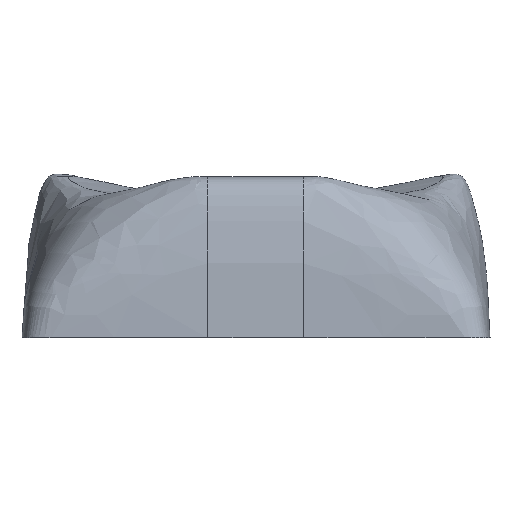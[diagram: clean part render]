
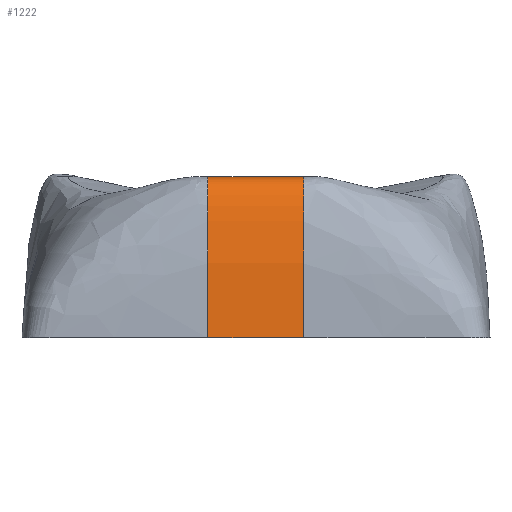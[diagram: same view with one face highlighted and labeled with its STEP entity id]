
A CAD part, front view. The second image highlights one B-rep face of the part: STEP entity #1222.
In plain terms, the highlighted free-form (B-spline) face has degree [3, 1] with [16, 2] control points.
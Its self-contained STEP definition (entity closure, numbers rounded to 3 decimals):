
#21=B_SPLINE_CURVE_WITH_KNOTS('',3,(#2537,#2538,#2539,#2540,#2541,#2542,
#2543,#2544,#2545,#2546,#2547,#2548,#2549,#2550,#2551,#2552),
 .UNSPECIFIED.,.F.,.F.,(4,2,2,2,2,2,2,4),(-1.228,-1.116,
-0.982,-0.877,-0.77,-0.599,
-0.311,0.),.UNSPECIFIED.);
#38=B_SPLINE_CURVE_WITH_KNOTS('',3,(#5692,#5693,#5694,#5695,#5696,#5697,
#5698,#5699,#5700,#5701,#5702,#5703,#5704,#5705,#5706,#5707),
 .UNSPECIFIED.,.F.,.F.,(4,2,2,2,2,2,2,4),(-1.228,-1.116,
-0.982,-0.877,-0.77,-0.599,
-0.311,0.),.UNSPECIFIED.);
#47=B_SPLINE_SURFACE_WITH_KNOTS('',3,1,((#5785,#5786),(#5787,#5788),(#5789,
#5790),(#5791,#5792),(#5793,#5794),(#5795,#5796),(#5797,#5798),(#5799,#5800),
(#5801,#5802),(#5803,#5804),(#5805,#5806),(#5807,#5808),(#5809,#5810),(#5811,
#5812),(#5813,#5814),(#5815,#5816)),.UNSPECIFIED.,.F.,.F.,.F.,(4,2,2,2,
2,2,2,4),(2,2),(-1.228,-1.116,-0.982,-0.877,
-0.77,-0.599,-0.311,0.),(0.,0.475),
 .UNSPECIFIED.);
#118=FACE_OUTER_BOUND('',#189,.T.);
#189=EDGE_LOOP('',(#1087,#1088,#1089,#1090));
#333=LINE('',#5784,#477);
#334=LINE('',#5817,#478);
#477=VECTOR('',#1562,10.);
#478=VECTOR('',#1563,10.);
#563=VERTEX_POINT('',#2535);
#564=VERTEX_POINT('',#2536);
#577=VERTEX_POINT('',#5263);
#584=VERTEX_POINT('',#5691);
#719=EDGE_CURVE('',#563,#564,#21,.T.);
#743=EDGE_CURVE('',#577,#584,#38,.T.);
#754=EDGE_CURVE('',#584,#564,#333,.T.);
#755=EDGE_CURVE('',#577,#563,#334,.T.);
#1087=ORIENTED_EDGE('',*,*,#743,.T.);
#1088=ORIENTED_EDGE('',*,*,#754,.T.);
#1089=ORIENTED_EDGE('',*,*,#719,.F.);
#1090=ORIENTED_EDGE('',*,*,#755,.F.);
#1222=ADVANCED_FACE('',(#118),#47,.T.);
#1562=DIRECTION('',(1.,0.,0.));
#1563=DIRECTION('',(1.,0.,0.));
#2535=CARTESIAN_POINT('',(2.375,-6.497,7.984));
#2536=CARTESIAN_POINT('',(2.375,-9.198,0.));
#2537=CARTESIAN_POINT('Ctrl Pts',(2.375,-6.497,7.984));
#2538=CARTESIAN_POINT('Ctrl Pts',(2.375,-6.647,7.993));
#2539=CARTESIAN_POINT('Ctrl Pts',(2.375,-6.796,7.994));
#2540=CARTESIAN_POINT('Ctrl Pts',(2.375,-7.122,7.965));
#2541=CARTESIAN_POINT('Ctrl Pts',(2.375,-7.299,7.93));
#2542=CARTESIAN_POINT('Ctrl Pts',(2.375,-7.594,7.81));
#2543=CARTESIAN_POINT('Ctrl Pts',(2.375,-7.714,7.738));
#2544=CARTESIAN_POINT('Ctrl Pts',(2.375,-7.923,7.549));
#2545=CARTESIAN_POINT('Ctrl Pts',(2.375,-8.039,7.408));
#2546=CARTESIAN_POINT('Ctrl Pts',(2.375,-8.339,6.814));
#2547=CARTESIAN_POINT('Ctrl Pts',(2.375,-8.467,6.333));
#2548=CARTESIAN_POINT('Ctrl Pts',(2.375,-8.792,4.912));
#2549=CARTESIAN_POINT('Ctrl Pts',(2.375,-8.953,3.976));
#2550=CARTESIAN_POINT('Ctrl Pts',(2.375,-9.147,2.072));
#2551=CARTESIAN_POINT('Ctrl Pts',(2.375,-9.176,1.038));
#2552=CARTESIAN_POINT('Ctrl Pts',(2.375,-9.198,0.));
#5263=CARTESIAN_POINT('',(-2.375,-6.497,7.984));
#5691=CARTESIAN_POINT('',(-2.375,-9.198,0.));
#5692=CARTESIAN_POINT('Ctrl Pts',(-2.375,-6.497,7.984));
#5693=CARTESIAN_POINT('Ctrl Pts',(-2.375,-6.647,7.993));
#5694=CARTESIAN_POINT('Ctrl Pts',(-2.375,-6.796,7.994));
#5695=CARTESIAN_POINT('Ctrl Pts',(-2.375,-7.122,7.965));
#5696=CARTESIAN_POINT('Ctrl Pts',(-2.375,-7.299,7.93));
#5697=CARTESIAN_POINT('Ctrl Pts',(-2.375,-7.594,7.81));
#5698=CARTESIAN_POINT('Ctrl Pts',(-2.375,-7.714,7.738));
#5699=CARTESIAN_POINT('Ctrl Pts',(-2.375,-7.923,7.549));
#5700=CARTESIAN_POINT('Ctrl Pts',(-2.375,-8.039,7.408));
#5701=CARTESIAN_POINT('Ctrl Pts',(-2.375,-8.339,6.814));
#5702=CARTESIAN_POINT('Ctrl Pts',(-2.375,-8.467,6.333));
#5703=CARTESIAN_POINT('Ctrl Pts',(-2.375,-8.792,4.912));
#5704=CARTESIAN_POINT('Ctrl Pts',(-2.375,-8.953,3.976));
#5705=CARTESIAN_POINT('Ctrl Pts',(-2.375,-9.147,2.072));
#5706=CARTESIAN_POINT('Ctrl Pts',(-2.375,-9.176,1.038));
#5707=CARTESIAN_POINT('Ctrl Pts',(-2.375,-9.198,0.));
#5784=CARTESIAN_POINT('',(-2.375,-9.198,0.));
#5785=CARTESIAN_POINT('Ctrl Pts',(-2.375,-6.497,7.984));
#5786=CARTESIAN_POINT('Ctrl Pts',(2.375,-6.497,7.984));
#5787=CARTESIAN_POINT('Ctrl Pts',(-2.375,-6.647,7.993));
#5788=CARTESIAN_POINT('Ctrl Pts',(2.375,-6.647,7.993));
#5789=CARTESIAN_POINT('Ctrl Pts',(-2.375,-6.796,7.994));
#5790=CARTESIAN_POINT('Ctrl Pts',(2.375,-6.796,7.994));
#5791=CARTESIAN_POINT('Ctrl Pts',(-2.375,-7.122,7.965));
#5792=CARTESIAN_POINT('Ctrl Pts',(2.375,-7.122,7.965));
#5793=CARTESIAN_POINT('Ctrl Pts',(-2.375,-7.299,7.93));
#5794=CARTESIAN_POINT('Ctrl Pts',(2.375,-7.299,7.93));
#5795=CARTESIAN_POINT('Ctrl Pts',(-2.375,-7.594,7.81));
#5796=CARTESIAN_POINT('Ctrl Pts',(2.375,-7.594,7.81));
#5797=CARTESIAN_POINT('Ctrl Pts',(-2.375,-7.714,7.738));
#5798=CARTESIAN_POINT('Ctrl Pts',(2.375,-7.714,7.738));
#5799=CARTESIAN_POINT('Ctrl Pts',(-2.375,-7.923,7.549));
#5800=CARTESIAN_POINT('Ctrl Pts',(2.375,-7.923,7.549));
#5801=CARTESIAN_POINT('Ctrl Pts',(-2.375,-8.039,7.408));
#5802=CARTESIAN_POINT('Ctrl Pts',(2.375,-8.039,7.408));
#5803=CARTESIAN_POINT('Ctrl Pts',(-2.375,-8.339,6.814));
#5804=CARTESIAN_POINT('Ctrl Pts',(2.375,-8.339,6.814));
#5805=CARTESIAN_POINT('Ctrl Pts',(-2.375,-8.467,6.333));
#5806=CARTESIAN_POINT('Ctrl Pts',(2.375,-8.467,6.333));
#5807=CARTESIAN_POINT('Ctrl Pts',(-2.375,-8.792,4.912));
#5808=CARTESIAN_POINT('Ctrl Pts',(2.375,-8.792,4.912));
#5809=CARTESIAN_POINT('Ctrl Pts',(-2.375,-8.953,3.976));
#5810=CARTESIAN_POINT('Ctrl Pts',(2.375,-8.953,3.976));
#5811=CARTESIAN_POINT('Ctrl Pts',(-2.375,-9.147,2.072));
#5812=CARTESIAN_POINT('Ctrl Pts',(2.375,-9.147,2.072));
#5813=CARTESIAN_POINT('Ctrl Pts',(-2.375,-9.176,1.038));
#5814=CARTESIAN_POINT('Ctrl Pts',(2.375,-9.176,1.038));
#5815=CARTESIAN_POINT('Ctrl Pts',(-2.375,-9.198,0.));
#5816=CARTESIAN_POINT('Ctrl Pts',(2.375,-9.198,0.));
#5817=CARTESIAN_POINT('',(-2.375,-6.497,7.984));
